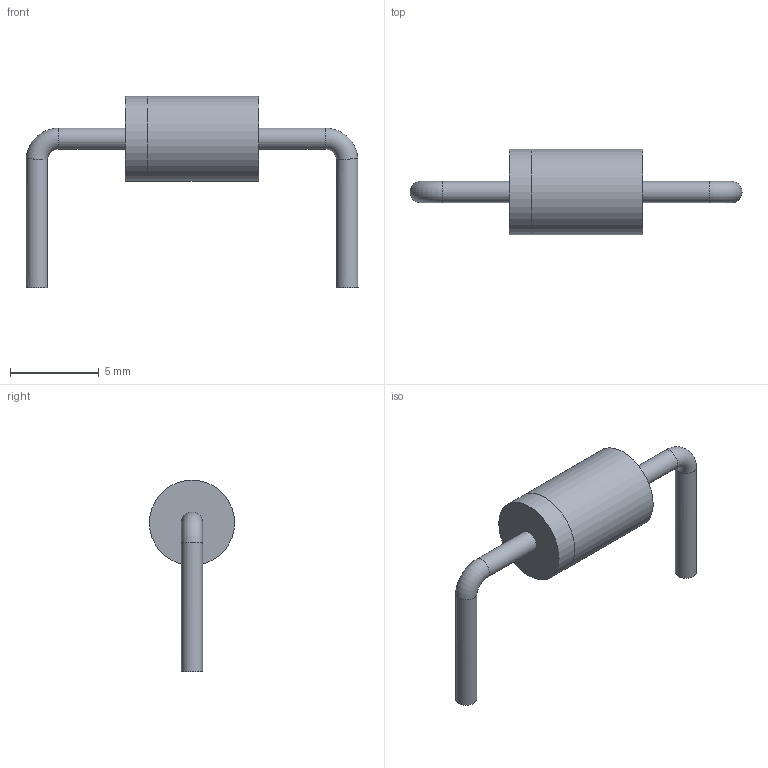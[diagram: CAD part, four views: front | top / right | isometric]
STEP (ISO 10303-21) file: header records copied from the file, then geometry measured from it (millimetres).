
FILE_DESCRIPTION(/* description */ (''),/* implementation_level */ '2;1');
FILE_NAME(/* name */ 'DO-201AD.step',/* time_stamp */ '2022-05-01T10:51:54+03:00',/* author */ (''),/* organization */ (''),/* preprocessor_version */ 'ST-DEVELOPER v18.1',/* originating_system */ 'Autodesk Translation Framework v10.14.0.1471',/* authorisation */ '');
FILE_SCHEMA (('AUTOMOTIVE_DESIGN { 1 0 10303 214 3 1 1 }'));
Length unit declared in the file: millimetre
Products named in the file (1): DO-201AD
Bounding box: 18.7 x 4.8 x 10.8 mm (x, y, z)
Volume: 164.8 mm3; surface area: 287 mm2
Topology: 4 solids, 4 shells, 18 faces, 28 edges, 18 vertices
Faces by surface type: plane 8, cylinder 8, torus 2
Full cylindrical faces by diameter (mm): 1.2 x4, 4.8 x2
Entity records: 506 total; most frequent: CARTESIAN_POINT 121, DIRECTION 80, ORIENTED_EDGE 56, AXIS2_PLACEMENT_3D 37, EDGE_CURVE 28, FACE_OUTER_BOUND 18, EDGE_LOOP 18, VERTEX_POINT 18
